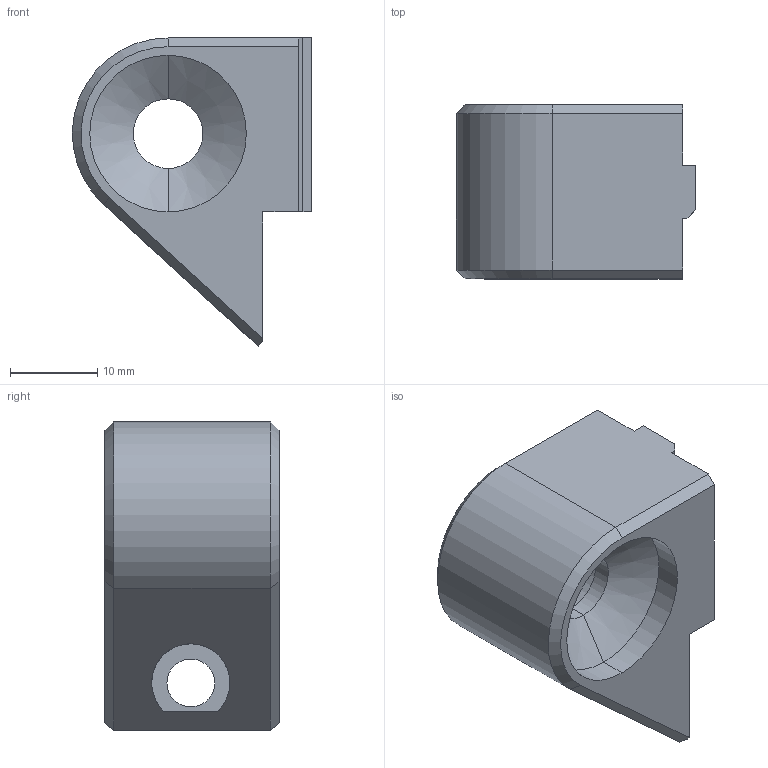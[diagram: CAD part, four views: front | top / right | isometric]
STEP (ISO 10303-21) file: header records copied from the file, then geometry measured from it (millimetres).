
FILE_DESCRIPTION (( 'STEP AP203' ), '1' );
FILE_NAME ('z_table_wheel_mount_bottom.STEP', '2019-06-25T20:12:38', ( '' ), ( '' ), 'SwSTEP 2.0', 'SolidWorks 2018', '' );
FILE_SCHEMA (( 'CONFIG_CONTROL_DESIGN' ));
Length unit declared in the file: millimetre
Products named in the file (1): z_table_wheel_mount_bottom
Bounding box: 27.5 x 20 x 35.41 mm (x, y, z)
Volume: 9121.9 mm3; surface area: 4068.3 mm2
Topology: 1 solids, 1 shells, 37 faces, 88 edges, 56 vertices
Faces by surface type: plane 20, cylinder 13, cone 4
Entity records: 1149 total; most frequent: CARTESIAN_POINT 188, DIRECTION 188, ORIENTED_EDGE 176, EDGE_CURVE 88, AXIS2_PLACEMENT_3D 64, LINE 60, VECTOR 60, VERTEX_POINT 56
